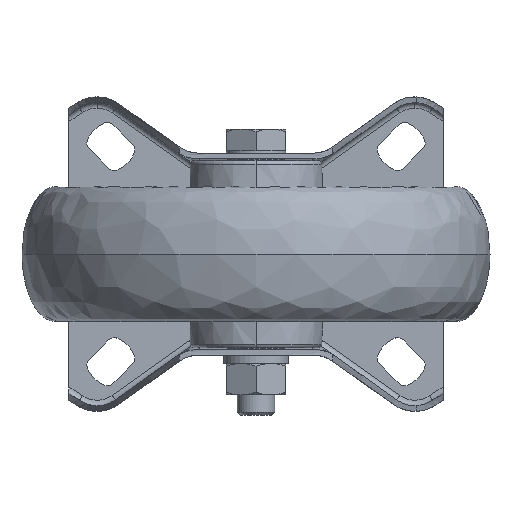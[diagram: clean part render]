
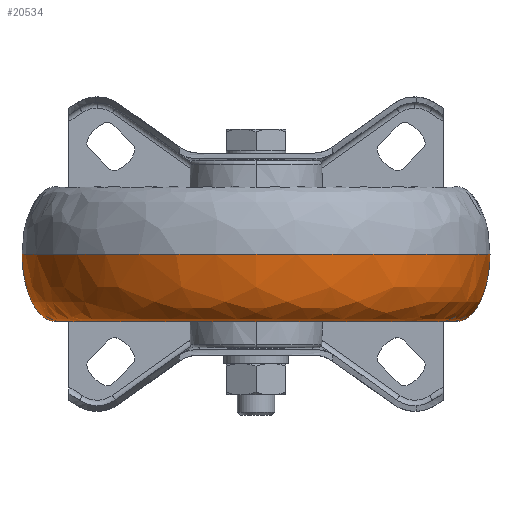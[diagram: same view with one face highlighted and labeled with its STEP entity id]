
A CAD part, front view. The second image highlights one B-rep face of the part: STEP entity #20534.
In plain terms, the highlighted free-form (B-spline) face has degree [3, 3] with [4, 4] control points.
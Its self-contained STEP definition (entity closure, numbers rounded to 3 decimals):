
#209 =( BOUNDED_CURVE ( )  B_SPLINE_CURVE ( 3, ( #1667, #16790, #11088, #24357 ),
 .UNSPECIFIED., .F., .F. ) 
 B_SPLINE_CURVE_WITH_KNOTS ( ( 4, 4 ),
 ( 0., 1.568 ),
 .UNSPECIFIED. ) 
 CURVE ( )  GEOMETRIC_REPRESENTATION_ITEM ( )  RATIONAL_B_SPLINE_CURVE ( ( 1., 0.805, 0.805, 1. ) ) 
 REPRESENTATION_ITEM ( '' )  );
#296 = EDGE_LOOP ( 'NONE', ( #6110, #7970, #5563, #10497 ) ) ;
#524 = CARTESIAN_POINT ( 'NONE',  ( 31.175, -146.373, -18. ) ) ;
#969 = CARTESIAN_POINT ( 'NONE',  ( -84.849, -271.373, -0.036 ) ) ;
#1051 = CARTESIAN_POINT ( 'NONE',  ( 31.175, -146.373, -18. ) ) ;
#1569 = FACE_OUTER_BOUND ( 'NONE', #296, .T. ) ;
#1667 = CARTESIAN_POINT ( 'NONE',  ( -75.873, -146.373, -18. ) ) ;
#2373 = EDGE_CURVE ( 'NONE', #8138, #17346, #209, .T. ) ;
#2635 = CARTESIAN_POINT ( 'NONE',  ( 40.151, -146.373, -10.558 ) ) ;
#2870 = CARTESIAN_POINT ( 'NONE',  ( -75.873, -253.421, -18. ) ) ;
#3660 = EDGE_CURVE ( 'NONE', #9089, #14644, #15648, .T. ) ;
#4146 = CIRCLE ( 'NONE', #11140, 53.524 ) ;
#4385 = CARTESIAN_POINT ( 'NONE',  ( -75.873, -146.373, -18. ) ) ;
#4503 =( BOUNDED_SURFACE ( )  B_SPLINE_SURFACE ( 3, 3, ( 
 ( #1051, #23430, #2870, #6416 ),
 ( #8570, #12195, #13941, #8399 ),
 ( #2635, #19576, #4592, #6504 ),
 ( #16162, #17790, #969, #21555 ) ),
 .UNSPECIFIED., .F., .F., .F. ) 
 B_SPLINE_SURFACE_WITH_KNOTS ( ( 4, 4 ),
 ( 4, 4 ),
 ( 0., 1. ),
 ( 0., 1. ),
 .UNSPECIFIED. ) 
 GEOMETRIC_REPRESENTATION_ITEM ( )  RATIONAL_B_SPLINE_SURFACE ( (
 ( 1., 0.333, 0.333, 1.),
 ( 0.805, 0.268, 0.268, 0.805),
 ( 0.805, 0.268, 0.268, 0.805),
 ( 1., 0.333, 0.333, 1.) ) ) 
 REPRESENTATION_ITEM ( '' )  SURFACE ( )  );
#4592 = CARTESIAN_POINT ( 'NONE',  ( -84.849, -271.373, -10.558 ) ) ;
#5563 = ORIENTED_EDGE ( 'NONE', *, *, #16806, .F. ) ;
#5688 = DIRECTION ( 'NONE',  ( -1., 0., 0. ) ) ;
#6110 = ORIENTED_EDGE ( 'NONE', *, *, #18493, .F. ) ;
#6416 = CARTESIAN_POINT ( 'NONE',  ( -75.873, -146.373, -18. ) ) ;
#6504 = CARTESIAN_POINT ( 'NONE',  ( -84.849, -146.373, -10.558 ) ) ;
#7970 = ORIENTED_EDGE ( 'NONE', *, *, #3660, .T. ) ;
#8058 = CARTESIAN_POINT ( 'NONE',  ( 36.436, -146.373, -17.993 ) ) ;
#8138 = VERTEX_POINT ( 'NONE', #4385 ) ;
#8399 = CARTESIAN_POINT ( 'NONE',  ( -81.134, -146.373, -17.993 ) ) ;
#8570 = CARTESIAN_POINT ( 'NONE',  ( 36.436, -146.373, -17.993 ) ) ;
#9089 = VERTEX_POINT ( 'NONE', #20410 ) ;
#10497 = ORIENTED_EDGE ( 'NONE', *, *, #2373, .F. ) ;
#10677 = CARTESIAN_POINT ( 'NONE',  ( 40.151, -146.373, -0.036 ) ) ;
#11088 = CARTESIAN_POINT ( 'NONE',  ( -84.849, -146.373, -10.558 ) ) ;
#11140 = AXIS2_PLACEMENT_3D ( 'NONE', #12984, #13298, #5688 ) ;
#12195 = CARTESIAN_POINT ( 'NONE',  ( 36.436, -263.943, -17.993 ) ) ;
#12984 = CARTESIAN_POINT ( 'NONE',  ( -22.349, -146.373, -18. ) ) ;
#12997 = AXIS2_PLACEMENT_3D ( 'NONE', #17701, #13936, #17934 ) ;
#13298 = DIRECTION ( 'NONE',  ( 0., 0., -1. ) ) ;
#13578 = CARTESIAN_POINT ( 'NONE',  ( 40.151, -146.373, -0.036 ) ) ;
#13754 = CARTESIAN_POINT ( 'NONE',  ( 40.151, -146.373, -10.558 ) ) ;
#13936 = DIRECTION ( 'NONE',  ( 0., 0., 1. ) ) ;
#13941 = CARTESIAN_POINT ( 'NONE',  ( -81.134, -263.943, -17.993 ) ) ;
#14644 = VERTEX_POINT ( 'NONE', #10677 ) ;
#15648 =( BOUNDED_CURVE ( )  B_SPLINE_CURVE ( 3, ( #524, #8058, #13754, #13578 ),
 .UNSPECIFIED., .F., .F. ) 
 B_SPLINE_CURVE_WITH_KNOTS ( ( 4, 4 ),
 ( 0., 1.568 ),
 .UNSPECIFIED. ) 
 CURVE ( )  GEOMETRIC_REPRESENTATION_ITEM ( )  RATIONAL_B_SPLINE_CURVE ( ( 1., 0.805, 0.805, 1. ) ) 
 REPRESENTATION_ITEM ( '' )  );
#16162 = CARTESIAN_POINT ( 'NONE',  ( 40.151, -146.373, -0.036 ) ) ;
#16790 = CARTESIAN_POINT ( 'NONE',  ( -81.134, -146.373, -17.993 ) ) ;
#16806 = EDGE_CURVE ( 'NONE', #17346, #14644, #24021, .T. ) ;
#17346 = VERTEX_POINT ( 'NONE', #23396 ) ;
#17701 = CARTESIAN_POINT ( 'NONE',  ( -22.349, -146.373, -0.036 ) ) ;
#17790 = CARTESIAN_POINT ( 'NONE',  ( 40.151, -271.373, -0.036 ) ) ;
#17934 = DIRECTION ( 'NONE',  ( 0., 1., 0. ) ) ;
#18493 = EDGE_CURVE ( 'NONE', #9089, #8138, #4146, .T. ) ;
#19576 = CARTESIAN_POINT ( 'NONE',  ( 40.151, -271.373, -10.558 ) ) ;
#20410 = CARTESIAN_POINT ( 'NONE',  ( 31.175, -146.373, -18. ) ) ;
#20534 = ADVANCED_FACE ( 'NONE', ( #1569 ), #4503, .T. ) ;
#21555 = CARTESIAN_POINT ( 'NONE',  ( -84.849, -146.373, -0.036 ) ) ;
#23396 = CARTESIAN_POINT ( 'NONE',  ( -84.849, -146.373, -0.036 ) ) ;
#23430 = CARTESIAN_POINT ( 'NONE',  ( 31.175, -253.421, -18. ) ) ;
#24021 = CIRCLE ( 'NONE', #12997, 62.5 ) ;
#24357 = CARTESIAN_POINT ( 'NONE',  ( -84.849, -146.373, -0.036 ) ) ;
